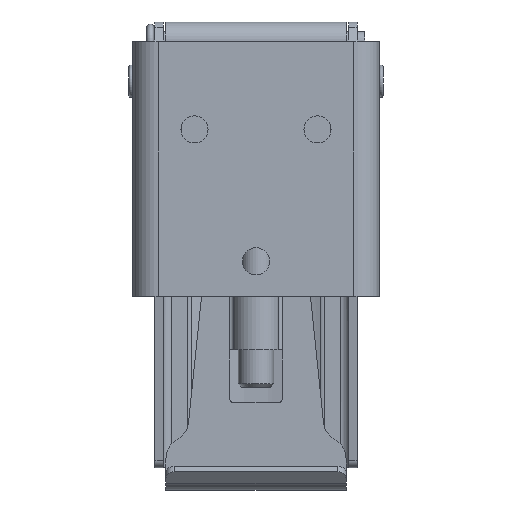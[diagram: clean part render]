
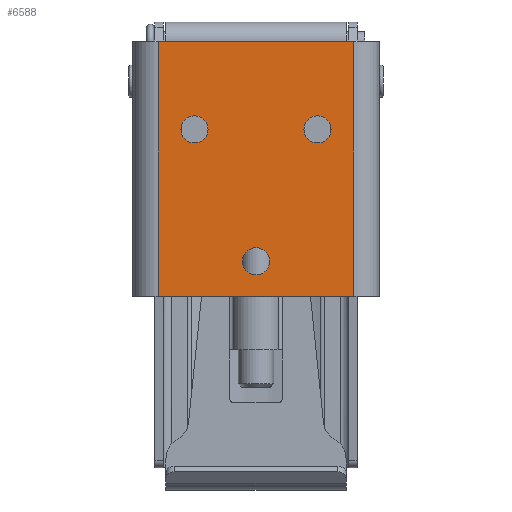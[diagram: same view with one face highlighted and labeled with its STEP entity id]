
A CAD part, front view. The second image highlights one B-rep face of the part: STEP entity #6588.
In plain terms, the highlighted planar face has unit normal (0, -1, 0).
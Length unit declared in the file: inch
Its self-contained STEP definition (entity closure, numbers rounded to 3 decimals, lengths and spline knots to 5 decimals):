
#5985=CARTESIAN_POINT('',(0.341,-0.3775,-0.764));
#5986=VERTEX_POINT('',#5985);
#5987=CARTESIAN_POINT('',(0.4375,-0.3775,-0.764));
#5988=DIRECTION('',(0.0,1.0,0.0));
#5989=DIRECTION('',(1.0,0.0,0.0));
#5990=AXIS2_PLACEMENT_3D('',#5987,#5988,#5989);
#5991=CIRCLE('',#5990,0.0965);
#5992=EDGE_CURVE('',#5986,#5986,#5991,.T.);
#6005=CARTESIAN_POINT('',(-0.0965,-0.3775,-1.702));
#6006=VERTEX_POINT('',#6005);
#6007=CARTESIAN_POINT('',(0.,-0.3775,-1.702));
#6008=DIRECTION('',(0.0,1.0,0.0));
#6009=DIRECTION('',(1.0,0.0,0.0));
#6010=AXIS2_PLACEMENT_3D('',#6007,#6008,#6009);
#6011=CIRCLE('',#6010,0.0965);
#6012=EDGE_CURVE('',#6006,#6006,#6011,.T.);
#6025=CARTESIAN_POINT('',(-0.534,-0.3775,-0.764));
#6026=VERTEX_POINT('',#6025);
#6027=CARTESIAN_POINT('',(-0.4375,-0.3775,-0.764));
#6028=DIRECTION('',(0.0,1.0,0.0));
#6029=DIRECTION('',(1.0,0.0,0.0));
#6030=AXIS2_PLACEMENT_3D('',#6027,#6028,#6029);
#6031=CIRCLE('',#6030,0.0965);
#6032=EDGE_CURVE('',#6026,#6026,#6031,.T.);
#6359=CARTESIAN_POINT('',(0.695,-0.3775,-1.952));
#6360=VERTEX_POINT('',#6359);
#6368=CARTESIAN_POINT('',(-0.695,-0.3775,-1.952));
#6369=VERTEX_POINT('',#6368);
#6370=CARTESIAN_POINT('',(-0.695,-0.3775,-1.952));
#6371=DIRECTION('',(1.0,0.0,0.0));
#6372=VECTOR('',#6371,1.39);
#6373=LINE('',#6370,#6372);
#6374=EDGE_CURVE('',#6369,#6360,#6373,.T.);
#6537=CARTESIAN_POINT('',(-0.695,-0.3775,-0.14));
#6538=VERTEX_POINT('',#6537);
#6539=CARTESIAN_POINT('',(-0.695,-0.3775,-0.14));
#6540=DIRECTION('',(0.0,0.0,-1.0));
#6541=VECTOR('',#6540,1.812);
#6542=LINE('',#6539,#6541);
#6543=EDGE_CURVE('',#6538,#6369,#6542,.T.);
#6556=CARTESIAN_POINT('',(-0.695,-0.3775,-0.14));
#6557=DIRECTION('',(0.0,-1.0,0.0));
#6558=DIRECTION('',(0.0,0.0,1.0));
#6559=AXIS2_PLACEMENT_3D('',#6556,#6557,#6558);
#6560=PLANE('',#6559);
#6561=ORIENTED_EDGE('',*,*,#6374,.T.);
#6562=CARTESIAN_POINT('',(0.695,-0.3775,-0.14));
#6563=VERTEX_POINT('',#6562);
#6564=CARTESIAN_POINT('',(0.695,-0.3775,-0.14));
#6565=DIRECTION('',(0.0,0.0,-1.0));
#6566=VECTOR('',#6565,1.812);
#6567=LINE('',#6564,#6566);
#6568=EDGE_CURVE('',#6563,#6360,#6567,.T.);
#6569=ORIENTED_EDGE('',*,*,#6568,.F.);
#6570=CARTESIAN_POINT('',(-0.695,-0.3775,-0.14));
#6571=DIRECTION('',(1.0,0.0,0.0));
#6572=VECTOR('',#6571,1.39);
#6573=LINE('',#6570,#6572);
#6574=EDGE_CURVE('',#6538,#6563,#6573,.T.);
#6575=ORIENTED_EDGE('',*,*,#6574,.F.);
#6576=ORIENTED_EDGE('',*,*,#6543,.T.);
#6577=EDGE_LOOP('',(#6561,#6569,#6575,#6576));
#6578=FACE_OUTER_BOUND('',#6577,.T.);
#6579=ORIENTED_EDGE('',*,*,#5992,.T.);
#6580=EDGE_LOOP('',(#6579));
#6581=FACE_BOUND('',#6580,.T.);
#6582=ORIENTED_EDGE('',*,*,#6012,.T.);
#6583=EDGE_LOOP('',(#6582));
#6584=FACE_BOUND('',#6583,.T.);
#6585=ORIENTED_EDGE('',*,*,#6032,.T.);
#6586=EDGE_LOOP('',(#6585));
#6587=FACE_BOUND('',#6586,.T.);
#6588=ADVANCED_FACE('',(#6578,#6581,#6584,#6587),#6560,.T.);
